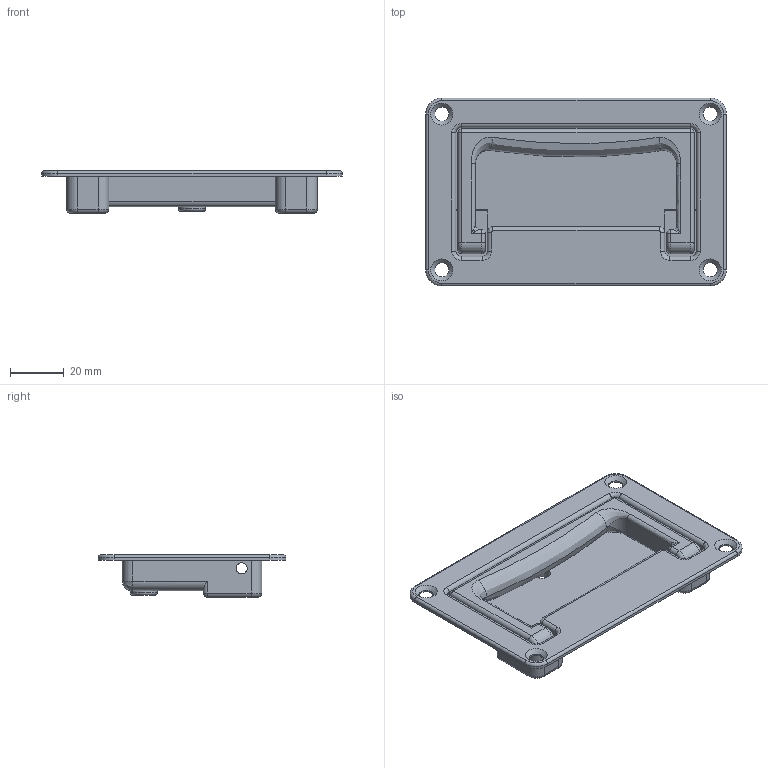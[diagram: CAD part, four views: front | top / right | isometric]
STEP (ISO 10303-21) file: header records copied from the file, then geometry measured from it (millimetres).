
FILE_DESCRIPTION(/* description */ (''),/* implementation_level */ '2;1');
FILE_NAME(/* name */ 'A-MC4-1.stp',/* time_stamp */ '2023-04-10T15:30:26+09:00',/* author */ ('user'),/* organization */ (''),/* preprocessor_version */ 'ST-DEVELOPER v15.6',/* originating_system */ 'Autodesk Inventor 2015',/* authorisation */ '');
FILE_SCHEMA (('AUTOMOTIVE_DESIGN { 1 0 10303 214 3 1 1 }'));
Length unit declared in the file: millimetre
Products named in the file (1): A-MC4-1
Bounding box: 112 x 70 x 15.7 mm (x, y, z)
Volume: 34131.9 mm3; surface area: 28755.1 mm2
Topology: 2 solids, 2 shells, 195 faces, 469 edges, 272 vertices
Faces by surface type: cylinder 89, plane 46, bspline 25, torus 19, sphere 12, cone 4
Full cylindrical faces by diameter (mm): 4.2 x6, 5.3 x4, 6.3 x1, 10 x1
Entity records: 8804 total; most frequent: CARTESIAN_POINT 4477, DIRECTION 918, ORIENTED_EDGE 864, EDGE_CURVE 432, AXIS2_PLACEMENT_3D 364, VERTEX_POINT 260, EDGE_LOOP 236, FACE_OUTER_BOUND 195
